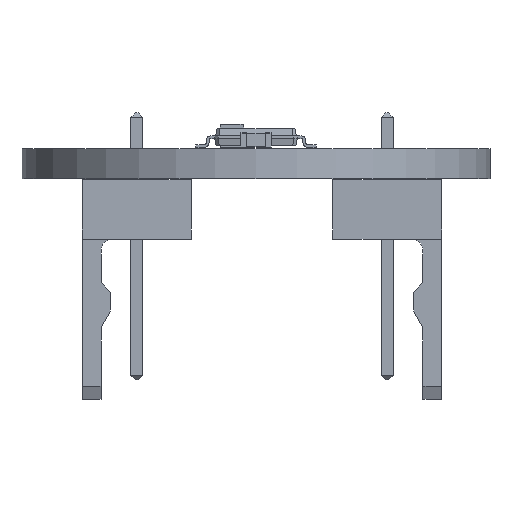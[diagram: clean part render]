
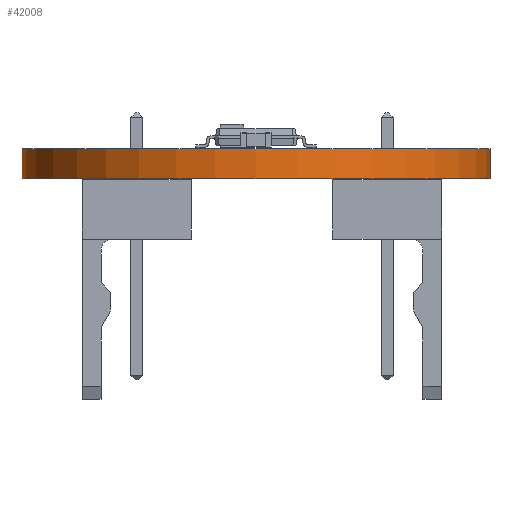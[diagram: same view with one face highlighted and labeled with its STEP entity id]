
A CAD part, front view. The second image highlights one B-rep face of the part: STEP entity #42008.
In plain terms, the highlighted cylindrical face has radius 12.456 mm (diameter 24.913 mm), a full revolution.
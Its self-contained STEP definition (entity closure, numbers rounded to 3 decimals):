
#42008 = ADVANCED_FACE('',(#42009),#42023,.T.);
#42009 = FACE_BOUND('',#42010,.F.);
#42010 = EDGE_LOOP('',(#42011,#42041,#42068,#42069));
#42011 = ORIENTED_EDGE('',*,*,#42012,.T.);
#42012 = EDGE_CURVE('',#42013,#42015,#42017,.T.);
#42013 = VERTEX_POINT('',#42014);
#42014 = CARTESIAN_POINT('',(190.256,-114.3,0.));
#42015 = VERTEX_POINT('',#42016);
#42016 = CARTESIAN_POINT('',(190.256,-114.3,1.6));
#42017 = SEAM_CURVE('',#42018,(#42022,#42034),.PCURVE_S1.);
#42018 = LINE('',#42019,#42020);
#42019 = CARTESIAN_POINT('',(190.256,-114.3,0.));
#42020 = VECTOR('',#42021,1.);
#42021 = DIRECTION('',(0.,0.,1.));
#42022 = PCURVE('',#42023,#42028);
#42023 = CYLINDRICAL_SURFACE('',#42024,12.456);
#42024 = AXIS2_PLACEMENT_3D('',#42025,#42026,#42027);
#42025 = CARTESIAN_POINT('',(177.8,-114.3,0.));
#42026 = DIRECTION('',(0.,0.,-1.));
#42027 = DIRECTION('',(1.,0.,0.));
#42028 = DEFINITIONAL_REPRESENTATION('',(#42029),#42033);
#42029 = LINE('',#42030,#42031);
#42030 = CARTESIAN_POINT('',(0.,0.));
#42031 = VECTOR('',#42032,1.);
#42032 = DIRECTION('',(0.,-1.));
#42033 = ( GEOMETRIC_REPRESENTATION_CONTEXT(2) 
PARAMETRIC_REPRESENTATION_CONTEXT() REPRESENTATION_CONTEXT('2D SPACE',''
  ) );
#42034 = PCURVE('',#42023,#42035);
#42035 = DEFINITIONAL_REPRESENTATION('',(#42036),#42040);
#42036 = LINE('',#42037,#42038);
#42037 = CARTESIAN_POINT('',(-6.283,0.));
#42038 = VECTOR('',#42039,1.);
#42039 = DIRECTION('',(0.,-1.));
#42040 = ( GEOMETRIC_REPRESENTATION_CONTEXT(2) 
PARAMETRIC_REPRESENTATION_CONTEXT() REPRESENTATION_CONTEXT('2D SPACE',''
  ) );
#42041 = ORIENTED_EDGE('',*,*,#42042,.T.);
#42042 = EDGE_CURVE('',#42015,#42015,#42043,.T.);
#42043 = SURFACE_CURVE('',#42044,(#42049,#42056),.PCURVE_S1.);
#42044 = CIRCLE('',#42045,12.456);
#42045 = AXIS2_PLACEMENT_3D('',#42046,#42047,#42048);
#42046 = CARTESIAN_POINT('',(177.8,-114.3,1.6));
#42047 = DIRECTION('',(0.,0.,1.));
#42048 = DIRECTION('',(1.,0.,0.));
#42049 = PCURVE('',#42023,#42050);
#42050 = DEFINITIONAL_REPRESENTATION('',(#42051),#42055);
#42051 = LINE('',#42052,#42053);
#42052 = CARTESIAN_POINT('',(0.,-1.6));
#42053 = VECTOR('',#42054,1.);
#42054 = DIRECTION('',(-1.,0.));
#42055 = ( GEOMETRIC_REPRESENTATION_CONTEXT(2) 
PARAMETRIC_REPRESENTATION_CONTEXT() REPRESENTATION_CONTEXT('2D SPACE',''
  ) );
#42056 = PCURVE('',#42057,#42062);
#42057 = PLANE('',#42058);
#42058 = AXIS2_PLACEMENT_3D('',#42059,#42060,#42061);
#42059 = CARTESIAN_POINT('',(177.8,-114.3,1.6));
#42060 = DIRECTION('',(0.,0.,1.));
#42061 = DIRECTION('',(1.,0.,0.));
#42062 = DEFINITIONAL_REPRESENTATION('',(#42063),#42067);
#42063 = CIRCLE('',#42064,12.456);
#42064 = AXIS2_PLACEMENT_2D('',#42065,#42066);
#42065 = CARTESIAN_POINT('',(0.,0.));
#42066 = DIRECTION('',(1.,0.));
#42067 = ( GEOMETRIC_REPRESENTATION_CONTEXT(2) 
PARAMETRIC_REPRESENTATION_CONTEXT() REPRESENTATION_CONTEXT('2D SPACE',''
  ) );
#42068 = ORIENTED_EDGE('',*,*,#42012,.F.);
#42069 = ORIENTED_EDGE('',*,*,#42070,.F.);
#42070 = EDGE_CURVE('',#42013,#42013,#42071,.T.);
#42071 = SURFACE_CURVE('',#42072,(#42077,#42084),.PCURVE_S1.);
#42072 = CIRCLE('',#42073,12.456);
#42073 = AXIS2_PLACEMENT_3D('',#42074,#42075,#42076);
#42074 = CARTESIAN_POINT('',(177.8,-114.3,0.));
#42075 = DIRECTION('',(0.,0.,1.));
#42076 = DIRECTION('',(1.,0.,0.));
#42077 = PCURVE('',#42023,#42078);
#42078 = DEFINITIONAL_REPRESENTATION('',(#42079),#42083);
#42079 = LINE('',#42080,#42081);
#42080 = CARTESIAN_POINT('',(0.,0.));
#42081 = VECTOR('',#42082,1.);
#42082 = DIRECTION('',(-1.,0.));
#42083 = ( GEOMETRIC_REPRESENTATION_CONTEXT(2) 
PARAMETRIC_REPRESENTATION_CONTEXT() REPRESENTATION_CONTEXT('2D SPACE',''
  ) );
#42084 = PCURVE('',#42085,#42090);
#42085 = PLANE('',#42086);
#42086 = AXIS2_PLACEMENT_3D('',#42087,#42088,#42089);
#42087 = CARTESIAN_POINT('',(177.8,-114.3,0.));
#42088 = DIRECTION('',(0.,0.,1.));
#42089 = DIRECTION('',(1.,0.,0.));
#42090 = DEFINITIONAL_REPRESENTATION('',(#42091),#42095);
#42091 = CIRCLE('',#42092,12.456);
#42092 = AXIS2_PLACEMENT_2D('',#42093,#42094);
#42093 = CARTESIAN_POINT('',(0.,0.));
#42094 = DIRECTION('',(1.,0.));
#42095 = ( GEOMETRIC_REPRESENTATION_CONTEXT(2) 
PARAMETRIC_REPRESENTATION_CONTEXT() REPRESENTATION_CONTEXT('2D SPACE',''
  ) );
